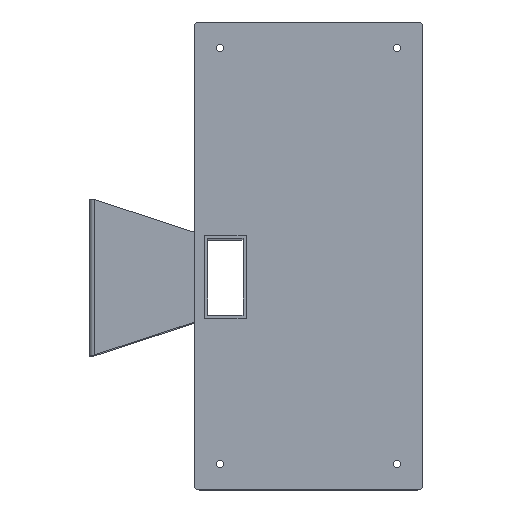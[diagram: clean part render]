
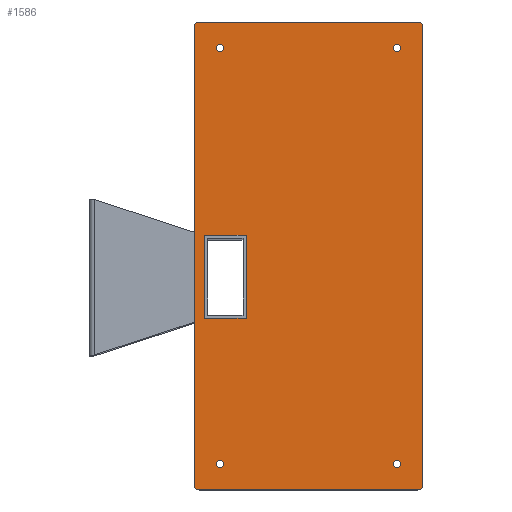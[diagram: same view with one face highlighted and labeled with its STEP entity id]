
A CAD part, top view. The second image highlights one B-rep face of the part: STEP entity #1586.
In plain terms, the highlighted planar face has unit normal (0, 0, 1).
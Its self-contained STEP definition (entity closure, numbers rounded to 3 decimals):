
#12 = CIRCLE ( 'NONE', #1629, 3.5 ) ;
#16 = ORIENTED_EDGE ( 'NONE', *, *, #494, .F. ) ;
#29 = LINE ( 'NONE', #1627, #2141 ) ;
#59 = EDGE_LOOP ( 'NONE', ( #381, #475, #512, #935, #1217, #745, #1662, #1501 ) ) ;
#66 = CIRCLE ( 'NONE', #879, 3.5 ) ;
#83 = CARTESIAN_POINT ( 'NONE',  ( 185., -200., 5. ) ) ;
#93 = ORIENTED_EDGE ( 'NONE', *, *, #1076, .F. ) ;
#100 = CARTESIAN_POINT ( 'NONE',  ( 168.5, -180., 5. ) ) ;
#106 = VERTEX_POINT ( 'NONE', #2162 ) ;
#107 = CARTESIAN_POINT ( 'NONE',  ( -30., -200., 5. ) ) ;
#111 = EDGE_CURVE ( 'NONE', #106, #1384, #2064, .T. ) ;
#117 = VERTEX_POINT ( 'NONE', #107 ) ;
#120 = VECTOR ( 'NONE', #678, 1000. ) ;
#128 = EDGE_CURVE ( 'NONE', #2222, #1914, #1768, .T. ) ;
#145 = CARTESIAN_POINT ( 'NONE',  ( -5., -180., 5. ) ) ;
#157 = CARTESIAN_POINT ( 'NONE',  ( 185., -205., 5. ) ) ;
#158 = FACE_BOUND ( 'NONE', #1573, .T. ) ;
#170 = EDGE_CURVE ( 'NONE', #210, #1014, #1098, .T. ) ;
#196 = DIRECTION ( 'NONE',  ( 0., 0., 1. ) ) ;
#198 = FACE_OUTER_BOUND ( 'NONE', #59, .T. ) ;
#204 = CARTESIAN_POINT ( 'NONE',  ( 185., 245., 5. ) ) ;
#210 = VERTEX_POINT ( 'NONE', #1864 ) ;
#211 = EDGE_CURVE ( 'NONE', #1914, #106, #29, .T. ) ;
#222 = CARTESIAN_POINT ( 'NONE',  ( 185., 240., 5. ) ) ;
#227 = DIRECTION ( 'NONE',  ( 0., 0., 1. ) ) ;
#246 = ORIENTED_EDGE ( 'NONE', *, *, #1203, .F. ) ;
#255 = CARTESIAN_POINT ( 'NONE',  ( -1.5, -180., 5. ) ) ;
#274 = CARTESIAN_POINT ( 'NONE',  ( -20., -40., 5. ) ) ;
#289 = DIRECTION ( 'NONE',  ( 1., 0., 0. ) ) ;
#296 = CARTESIAN_POINT ( 'NONE',  ( -30., 240., 5. ) ) ;
#313 = CARTESIAN_POINT ( 'NONE',  ( 190., 240., 5. ) ) ;
#341 = AXIS2_PLACEMENT_3D ( 'NONE', #1679, #1017, #1466 ) ;
#347 = CARTESIAN_POINT ( 'NONE',  ( -20., 40., 5. ) ) ;
#366 = VERTEX_POINT ( 'NONE', #971 ) ;
#381 = ORIENTED_EDGE ( 'NONE', *, *, #710, .T. ) ;
#385 = CARTESIAN_POINT ( 'NONE',  ( -25., -200., 5. ) ) ;
#407 = AXIS2_PLACEMENT_3D ( 'NONE', #385, #928, #598 ) ;
#418 = FACE_BOUND ( 'NONE', #1271, .T. ) ;
#457 = DIRECTION ( 'NONE',  ( 0., -1., 0. ) ) ;
#475 = ORIENTED_EDGE ( 'NONE', *, *, #1063, .T. ) ;
#487 = DIRECTION ( 'NONE',  ( 1., 0., 0. ) ) ;
#494 = EDGE_CURVE ( 'NONE', #1574, #1574, #66, .T. ) ;
#499 = CARTESIAN_POINT ( 'NONE',  ( -5., 220., 5. ) ) ;
#512 = ORIENTED_EDGE ( 'NONE', *, *, #128, .T. ) ;
#519 = AXIS2_PLACEMENT_3D ( 'NONE', #222, #1320, #1389 ) ;
#544 = CARTESIAN_POINT ( 'NONE',  ( 168.5, 220., 5. ) ) ;
#552 = DIRECTION ( 'NONE',  ( 1., 0., 0. ) ) ;
#592 = LINE ( 'NONE', #1872, #1582 ) ;
#594 = ORIENTED_EDGE ( 'NONE', *, *, #1351, .F. ) ;
#598 = DIRECTION ( 'NONE',  ( -1., 0., 0. ) ) ;
#617 = CIRCLE ( 'NONE', #2205, 5. ) ;
#619 = DIRECTION ( 'NONE',  ( -1., 0., 0. ) ) ;
#632 = CARTESIAN_POINT ( 'NONE',  ( 20., -40., 5. ) ) ;
#643 = DIRECTION ( 'NONE',  ( 1., 0., 0. ) ) ;
#678 = DIRECTION ( 'NONE',  ( 0., 1., 0. ) ) ;
#685 = CIRCLE ( 'NONE', #407, 5. ) ;
#710 = EDGE_CURVE ( 'NONE', #1014, #2195, #617, .T. ) ;
#745 = ORIENTED_EDGE ( 'NONE', *, *, #916, .T. ) ;
#758 = CARTESIAN_POINT ( 'NONE',  ( 190., -200., 5. ) ) ;
#787 = VECTOR ( 'NONE', #552, 1000. ) ;
#798 = DIRECTION ( 'NONE',  ( -1., 0., 0. ) ) ;
#808 = VERTEX_POINT ( 'NONE', #2232 ) ;
#829 = DIRECTION ( 'NONE',  ( 0., 0., 1. ) ) ;
#831 = DIRECTION ( 'NONE',  ( 0., 1., 0. ) ) ;
#853 = CARTESIAN_POINT ( 'NONE',  ( 165., 220., 5. ) ) ;
#856 = FACE_BOUND ( 'NONE', #1268, .T. ) ;
#865 = VERTEX_POINT ( 'NONE', #1939 ) ;
#879 = AXIS2_PLACEMENT_3D ( 'NONE', #145, #1429, #289 ) ;
#882 = DIRECTION ( 'NONE',  ( 0., 0., 1. ) ) ;
#916 = EDGE_CURVE ( 'NONE', #1384, #117, #592, .T. ) ;
#923 = VERTEX_POINT ( 'NONE', #632 ) ;
#928 = DIRECTION ( 'NONE',  ( 0., 0., 1. ) ) ;
#935 = ORIENTED_EDGE ( 'NONE', *, *, #211, .T. ) ;
#956 = VECTOR ( 'NONE', #457, 1000. ) ;
#961 = AXIS2_PLACEMENT_3D ( 'NONE', #853, #882, #1548 ) ;
#971 = CARTESIAN_POINT ( 'NONE',  ( -20., 40., 5. ) ) ;
#999 = CIRCLE ( 'NONE', #1281, 3.5 ) ;
#1012 = EDGE_LOOP ( 'NONE', ( #594 ) ) ;
#1014 = VERTEX_POINT ( 'NONE', #157 ) ;
#1017 = DIRECTION ( 'NONE',  ( 0., 0., 1. ) ) ;
#1063 = EDGE_CURVE ( 'NONE', #2195, #2222, #2066, .T. ) ;
#1073 = PLANE ( 'NONE',  #1111 ) ;
#1076 = EDGE_CURVE ( 'NONE', #865, #923, #1331, .T. ) ;
#1080 = EDGE_CURVE ( 'NONE', #117, #210, #685, .T. ) ;
#1098 = LINE ( 'NONE', #1135, #787 ) ;
#1111 = AXIS2_PLACEMENT_3D ( 'NONE', #83, #829, #1367 ) ;
#1128 = VERTEX_POINT ( 'NONE', #100 ) ;
#1135 = CARTESIAN_POINT ( 'NONE',  ( -25., -205., 5. ) ) ;
#1145 = EDGE_CURVE ( 'NONE', #366, #865, #1950, .T. ) ;
#1190 = ORIENTED_EDGE ( 'NONE', *, *, #1390, .F. ) ;
#1203 = EDGE_CURVE ( 'NONE', #1825, #366, #2065, .T. ) ;
#1217 = ORIENTED_EDGE ( 'NONE', *, *, #111, .T. ) ;
#1243 = EDGE_LOOP ( 'NONE', ( #93, #1387, #246, #1568 ) ) ;
#1256 = FACE_BOUND ( 'NONE', #1243, .T. ) ;
#1268 = EDGE_LOOP ( 'NONE', ( #1190 ) ) ;
#1271 = EDGE_LOOP ( 'NONE', ( #16 ) ) ;
#1281 = AXIS2_PLACEMENT_3D ( 'NONE', #499, #2181, #643 ) ;
#1303 = CARTESIAN_POINT ( 'NONE',  ( 20., 40., 5. ) ) ;
#1320 = DIRECTION ( 'NONE',  ( 0., 0., 1. ) ) ;
#1324 = VECTOR ( 'NONE', #1558, 1000. ) ;
#1328 = FACE_BOUND ( 'NONE', #1012, .T. ) ;
#1331 = LINE ( 'NONE', #274, #1324 ) ;
#1351 = EDGE_CURVE ( 'NONE', #808, #808, #999, .T. ) ;
#1362 = EDGE_CURVE ( 'NONE', #923, #1825, #1373, .T. ) ;
#1367 = DIRECTION ( 'NONE',  ( 1., 0., 0. ) ) ;
#1372 = CIRCLE ( 'NONE', #961, 3.5 ) ;
#1373 = LINE ( 'NONE', #1666, #120 ) ;
#1384 = VERTEX_POINT ( 'NONE', #296 ) ;
#1387 = ORIENTED_EDGE ( 'NONE', *, *, #1145, .F. ) ;
#1389 = DIRECTION ( 'NONE',  ( -1., 0., 0. ) ) ;
#1390 = EDGE_CURVE ( 'NONE', #1538, #1538, #1372, .T. ) ;
#1407 = CARTESIAN_POINT ( 'NONE',  ( 165., -180., 5. ) ) ;
#1410 = CARTESIAN_POINT ( 'NONE',  ( 190., -200., 5. ) ) ;
#1429 = DIRECTION ( 'NONE',  ( 0., 0., 1. ) ) ;
#1436 = VECTOR ( 'NONE', #831, 1000. ) ;
#1466 = DIRECTION ( 'NONE',  ( -1., 0., 0. ) ) ;
#1473 = DIRECTION ( 'NONE',  ( 0., -1., 0. ) ) ;
#1477 = DIRECTION ( 'NONE',  ( 1., 0., 0. ) ) ;
#1501 = ORIENTED_EDGE ( 'NONE', *, *, #170, .T. ) ;
#1538 = VERTEX_POINT ( 'NONE', #544 ) ;
#1548 = DIRECTION ( 'NONE',  ( 1., 0., 0. ) ) ;
#1551 = EDGE_CURVE ( 'NONE', #1128, #1128, #12, .T. ) ;
#1558 = DIRECTION ( 'NONE',  ( 1., 0., 0. ) ) ;
#1568 = ORIENTED_EDGE ( 'NONE', *, *, #1362, .F. ) ;
#1573 = EDGE_LOOP ( 'NONE', ( #1596 ) ) ;
#1574 = VERTEX_POINT ( 'NONE', #255 ) ;
#1582 = VECTOR ( 'NONE', #1473, 1000. ) ;
#1586 = ADVANCED_FACE ( 'NONE', ( #1328, #856, #418, #158, #198, #1256 ), #1073, .T. ) ;
#1596 = ORIENTED_EDGE ( 'NONE', *, *, #1551, .F. ) ;
#1627 = CARTESIAN_POINT ( 'NONE',  ( -25., 245., 5. ) ) ;
#1629 = AXIS2_PLACEMENT_3D ( 'NONE', #1407, #196, #1477 ) ;
#1662 = ORIENTED_EDGE ( 'NONE', *, *, #1080, .T. ) ;
#1666 = CARTESIAN_POINT ( 'NONE',  ( 20., 40., 5. ) ) ;
#1679 = CARTESIAN_POINT ( 'NONE',  ( -25., 240., 5. ) ) ;
#1768 = CIRCLE ( 'NONE', #519, 5. ) ;
#1825 = VERTEX_POINT ( 'NONE', #1303 ) ;
#1829 = CARTESIAN_POINT ( 'NONE',  ( 185., -200., 5. ) ) ;
#1864 = CARTESIAN_POINT ( 'NONE',  ( -25., -205., 5. ) ) ;
#1872 = CARTESIAN_POINT ( 'NONE',  ( -30., -200., 5. ) ) ;
#1914 = VERTEX_POINT ( 'NONE', #204 ) ;
#1939 = CARTESIAN_POINT ( 'NONE',  ( -20., -40., 5. ) ) ;
#1950 = LINE ( 'NONE', #2180, #956 ) ;
#2064 = CIRCLE ( 'NONE', #341, 5. ) ;
#2065 = LINE ( 'NONE', #347, #2088 ) ;
#2066 = LINE ( 'NONE', #1410, #1436 ) ;
#2088 = VECTOR ( 'NONE', #798, 1000. ) ;
#2141 = VECTOR ( 'NONE', #619, 1000. ) ;
#2162 = CARTESIAN_POINT ( 'NONE',  ( -25., 245., 5. ) ) ;
#2180 = CARTESIAN_POINT ( 'NONE',  ( -20., 40., 5. ) ) ;
#2181 = DIRECTION ( 'NONE',  ( 0., 0., 1. ) ) ;
#2195 = VERTEX_POINT ( 'NONE', #758 ) ;
#2205 = AXIS2_PLACEMENT_3D ( 'NONE', #1829, #227, #487 ) ;
#2222 = VERTEX_POINT ( 'NONE', #313 ) ;
#2232 = CARTESIAN_POINT ( 'NONE',  ( -1.5, 220., 5. ) ) ;
